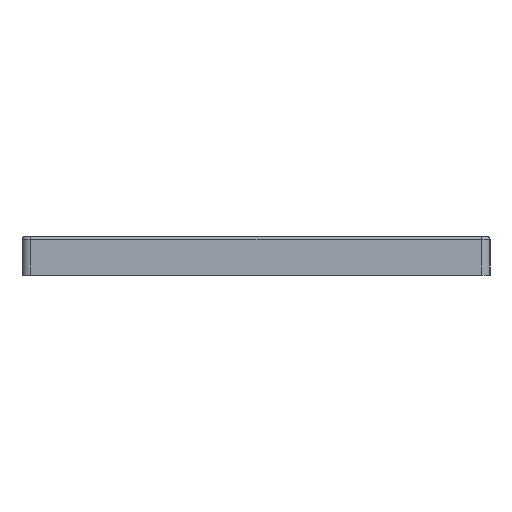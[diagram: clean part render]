
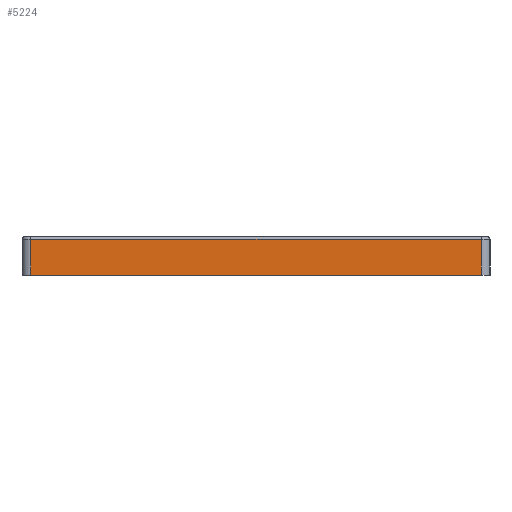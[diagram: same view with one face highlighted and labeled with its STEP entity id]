
A CAD part, left-side view. The second image highlights one B-rep face of the part: STEP entity #5224.
In plain terms, the highlighted planar face has unit normal (-1, 0, 0).
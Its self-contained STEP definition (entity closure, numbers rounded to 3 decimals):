
#42=PLANE('',#5658);
#323=FACE_OUTER_BOUND('',#637,.T.);
#637=EDGE_LOOP('',(#3880,#3881,#3882,#3883));
#919=LINE('',#7772,#1466);
#989=LINE('',#8046,#1536);
#1045=LINE('',#8224,#1592);
#1047=LINE('',#8227,#1594);
#1466=VECTOR('',#6142,10.);
#1536=VECTOR('',#6384,10.);
#1592=VECTOR('',#6510,10.);
#1594=VECTOR('',#6514,10.);
#2272=VERTEX_POINT('',#7764);
#2274=VERTEX_POINT('',#7770);
#2391=VERTEX_POINT('',#8043);
#2392=VERTEX_POINT('',#8045);
#2785=EDGE_CURVE('',#2274,#2272,#919,.T.);
#2919=EDGE_CURVE('',#2391,#2392,#989,.F.);
#3009=EDGE_CURVE('',#2272,#2391,#1045,.T.);
#3011=EDGE_CURVE('',#2392,#2274,#1047,.T.);
#3880=ORIENTED_EDGE('',*,*,#2785,.F.);
#3881=ORIENTED_EDGE('',*,*,#3011,.F.);
#3882=ORIENTED_EDGE('',*,*,#2919,.F.);
#3883=ORIENTED_EDGE('',*,*,#3009,.F.);
#5224=ADVANCED_FACE('',(#323),#42,.T.);
#5658=AXIS2_PLACEMENT_3D('',#8226,#6512,#6513);
#6142=DIRECTION('',(0.,-1.,0.));
#6384=DIRECTION('',(0.,-1.,0.));
#6510=DIRECTION('',(0.,0.,-1.));
#6512=DIRECTION('center_axis',(-1.,0.,0.));
#6513=DIRECTION('ref_axis',(0.,-1.,0.));
#6514=DIRECTION('',(0.,0.,1.));
#7764=CARTESIAN_POINT('',(-294.108,-122.623,12.05));
#7770=CARTESIAN_POINT('',(-294.108,8.89,12.05));
#7772=CARTESIAN_POINT('',(-294.108,-22.738,12.05));
#8043=CARTESIAN_POINT('',(-294.108,-122.623,1.6));
#8045=CARTESIAN_POINT('',(-294.108,8.89,1.6));
#8046=CARTESIAN_POINT('',(-294.108,-22.738,1.6));
#8224=CARTESIAN_POINT('',(-294.108,-122.623,5.));
#8226=CARTESIAN_POINT('Origin',(-294.108,11.39,5.));
#8227=CARTESIAN_POINT('',(-294.108,8.89,5.));
